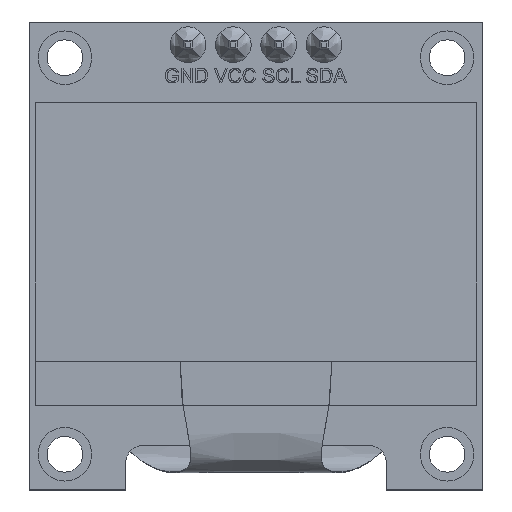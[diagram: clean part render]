
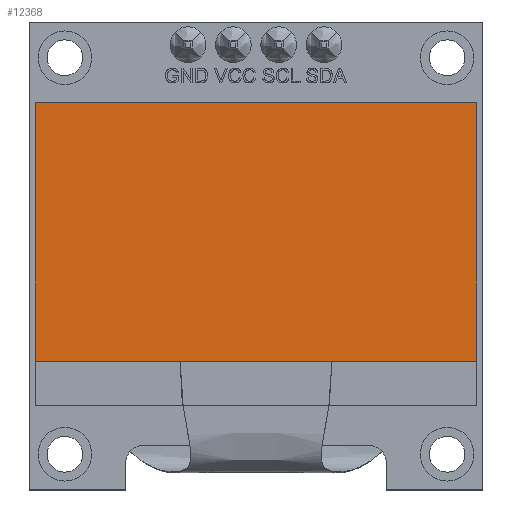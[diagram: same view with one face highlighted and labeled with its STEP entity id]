
A CAD part, top view. The second image highlights one B-rep face of the part: STEP entity #12368.
In plain terms, the highlighted planar face has unit normal (0, 0, 1).
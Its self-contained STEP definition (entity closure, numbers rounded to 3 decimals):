
#12262 = VERTEX_POINT('',#12263);
#12263 = CARTESIAN_POINT('',(12.35,-5.9,3.3));
#12271 = EDGE_CURVE('',#12272,#12262,#12274,.T.);
#12272 = VERTEX_POINT('',#12273);
#12273 = CARTESIAN_POINT('',(-12.35,-5.9,3.3));
#12274 = LINE('',#12275,#12276);
#12275 = CARTESIAN_POINT('',(-6.175,-5.9,3.3));
#12276 = VECTOR('',#12277,1.);
#12277 = DIRECTION('',(1.,0.,0.));
#12334 = EDGE_CURVE('',#12335,#12272,#12337,.T.);
#12335 = VERTEX_POINT('',#12336);
#12336 = CARTESIAN_POINT('',(-12.35,8.6,3.3));
#12337 = LINE('',#12338,#12339);
#12338 = CARTESIAN_POINT('',(-12.35,-8.4,3.3));
#12339 = VECTOR('',#12340,1.);
#12340 = DIRECTION('',(0.,-1.,0.));
#12368 = ADVANCED_FACE('',(#12369),#12387,.T.);
#12369 = FACE_BOUND('',#12370,.T.);
#12370 = EDGE_LOOP('',(#12371,#12372,#12380,#12386));
#12371 = ORIENTED_EDGE('',*,*,#12271,.T.);
#12372 = ORIENTED_EDGE('',*,*,#12373,.T.);
#12373 = EDGE_CURVE('',#12262,#12374,#12376,.T.);
#12374 = VERTEX_POINT('',#12375);
#12375 = CARTESIAN_POINT('',(12.35,8.6,3.3));
#12376 = LINE('',#12377,#12378);
#12377 = CARTESIAN_POINT('',(12.35,8.6,3.3));
#12378 = VECTOR('',#12379,1.);
#12379 = DIRECTION('',(0.,1.,0.));
#12380 = ORIENTED_EDGE('',*,*,#12381,.T.);
#12381 = EDGE_CURVE('',#12374,#12335,#12382,.T.);
#12382 = LINE('',#12383,#12384);
#12383 = CARTESIAN_POINT('',(-12.35,8.6,3.3));
#12384 = VECTOR('',#12385,1.);
#12385 = DIRECTION('',(-1.,0.,0.));
#12386 = ORIENTED_EDGE('',*,*,#12334,.T.);
#12387 = PLANE('',#12388);
#12388 = AXIS2_PLACEMENT_3D('',#12389,#12390,#12391);
#12389 = CARTESIAN_POINT('',(0.,0.1,3.3));
#12390 = DIRECTION('',(0.,0.,1.));
#12391 = DIRECTION('',(1.,0.,-0.));
